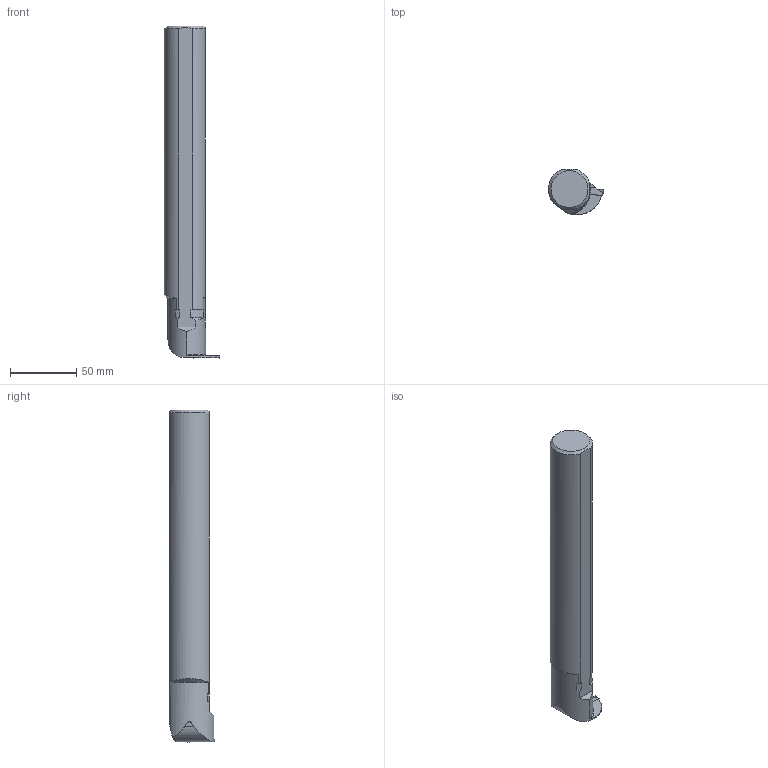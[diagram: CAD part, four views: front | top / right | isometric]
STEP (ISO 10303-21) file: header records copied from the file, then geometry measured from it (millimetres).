
FILE_DESCRIPTION(/* description */ (''),/* implementation_level */ '2;1');
FILE_NAME(/* name */ '1553683747860.stp',/* time_stamp */ '2019-03-27T16:19:38+06:00',/* author */ (''),/* organization */ ('SMS'),/* preprocessor_version */ 'ST-DEVELOPER v15',/* originating_system */ 'SIEMENS PLM Software NX 8.5',/* authorisation */ '');
FILE_SCHEMA (('AUTOMOTIVE_DESIGN { 1 0 10303 214 3 1 1 1 }'));
Length unit declared in the file: millimetre
Products named in the file (4): ASSEMBLY_CONSTRUCTION; 201539460mod000_00; 201703254mod000_00; 201703253mod000_00
Assembly tree (3 placements, depth 2):
  201703253mod000_00
    201703254mod000_00
    201539460mod000_00
    ASSEMBLY_CONSTRUCTION
Bounding box: 41.62 x 34 x 250 mm (x, y, z)
Volume: 189456.8 mm3; surface area: 26444.2 mm2
Topology: 2 solids, 2 shells, 79 faces, 226 edges, 157 vertices
Faces by surface type: plane 43, cylinder 18, cone 11, extrusion 6, torus 1
Entity records: 2994 total; most frequent: CARTESIAN_POINT 801, ORIENTED_EDGE 446, DIRECTION 407, EDGE_CURVE 223, VERTEX_POINT 149, AXIS2_PLACEMENT_3D 136, VECTOR 135, LINE 129
